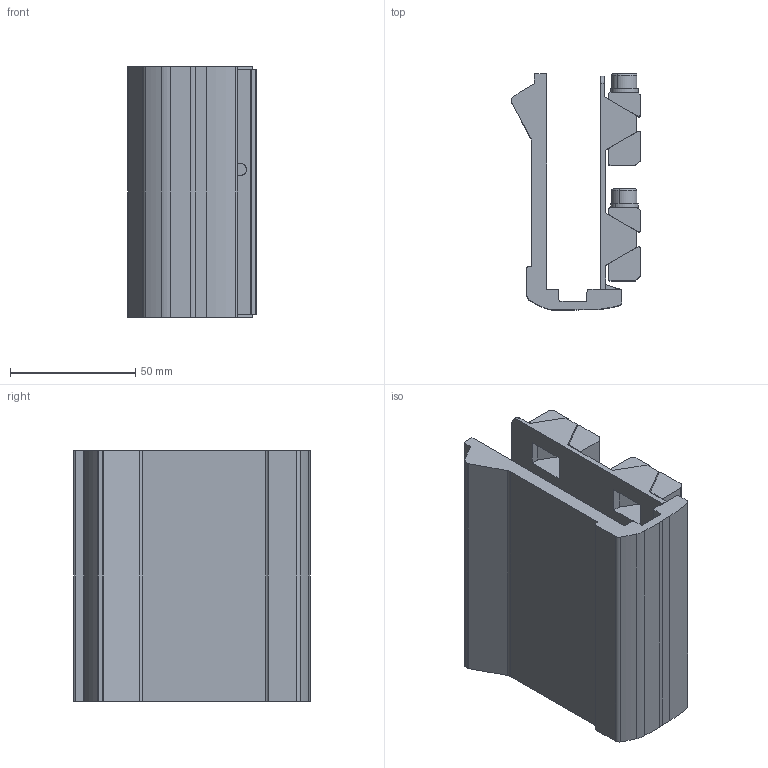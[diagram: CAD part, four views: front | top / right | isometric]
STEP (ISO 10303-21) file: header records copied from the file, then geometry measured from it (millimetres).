
FILE_DESCRIPTION (( 'STEP AP203' ), '1' );
FILE_NAME ('A19_0012.STEP', '2018-11-30T07:32:44', ( '' ), ( '' ), 'SwSTEP 2.0', 'SolidWorks 2018', '' );
FILE_SCHEMA (( 'CONFIG_CONTROL_DESIGN' ));
Length unit declared in the file: millimetre
Products named in the file (8): PODLOZKA DIN 433_PODLOZKA  6.4; A19_0012.P3; A19_0012; A19_0012.P1; SKRUTKA DIN 912 8.8 Zink._M 6 x 30; A19_0012.P5; A19_0012.P4; A19_0012.P2
Assembly tree (10 placements, depth 2):
  A19_0012
    SKRUTKA DIN 912 8.8 Zink._M 6 x 30  x2
    PODLOZKA DIN 433_PODLOZKA  6.4  x2
    A19_0012.P1
    A19_0012.P2
    A19_0012.P3
    A19_0012.P5  x2
    A19_0012.P4
Bounding box: 51.1 x 94.31 x 100 mm (x, y, z)
Volume: 152832.7 mm3; surface area: 79825.3 mm2
Topology: 10 solids, 10 shells, 380 faces, 948 edges, 614 vertices
Faces by surface type: plane 260, cylinder 96, cone 20, torus 4
Entity records: 10790 total; most frequent: CARTESIAN_POINT 1865, ORIENTED_EDGE 1664, DIRECTION 1626, EDGE_CURVE 832, VECTOR 650, LINE 650, VERTEX_POINT 547, AXIS2_PLACEMENT_3D 488
